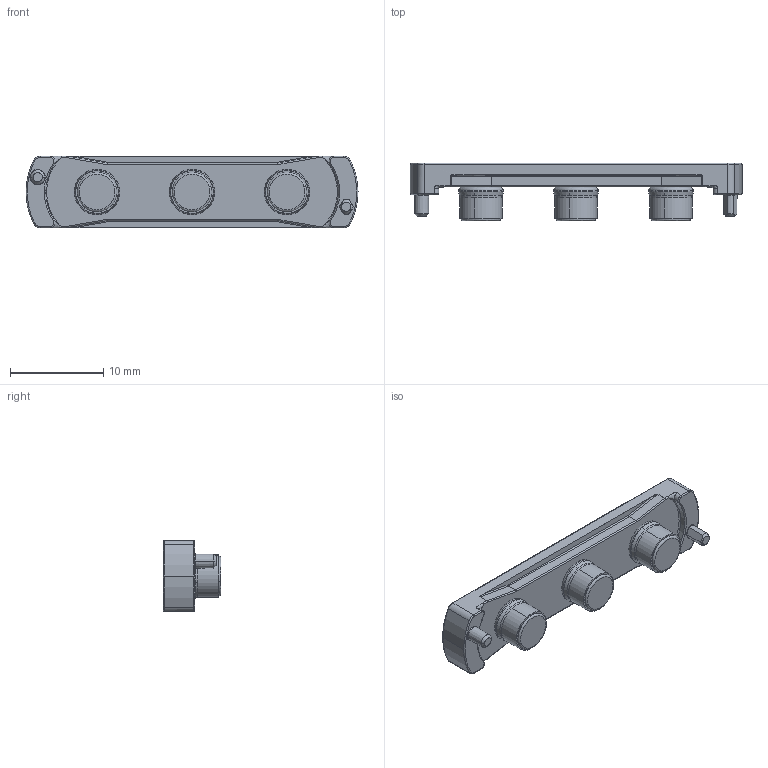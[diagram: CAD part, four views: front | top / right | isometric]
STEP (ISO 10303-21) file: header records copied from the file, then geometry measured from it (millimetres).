
FILE_DESCRIPTION (( 'STEP AP214' ), '1' );
FILE_NAME ('18376_18386_18370_18481-01-Output.STEP', '2012-08-16T14:59:03', ( 'Vicor User' ), ( 'Microsoft' ), 'SwSTEP 2.0', 'SolidWorks 2012', '' );
FILE_SCHEMA (( 'AUTOMOTIVE_DESIGN' ));
Length unit declared in the file: inch
Products named in the file (1): 18376_18386_18370_18481-01-Output
Bounding box: 35.52 x 6.17 x 7.62 mm (x, y, z)
Volume: 751.6 mm3; surface area: 1004.5 mm2
Topology: 1 solids, 1 shells, 566 faces, 1451 edges, 906 vertices
Faces by surface type: plane 311, bspline 216, cylinder 22, cone 17
Entity records: 31356 total; most frequent: CARTESIAN_POINT 11633, ORIENTED_EDGE 2902, DIRECTION 1914, EDGE_CURVE 1451, VECTOR 968, LINE 968, VERTEX_POINT 906, EDGE_LOOP 585
